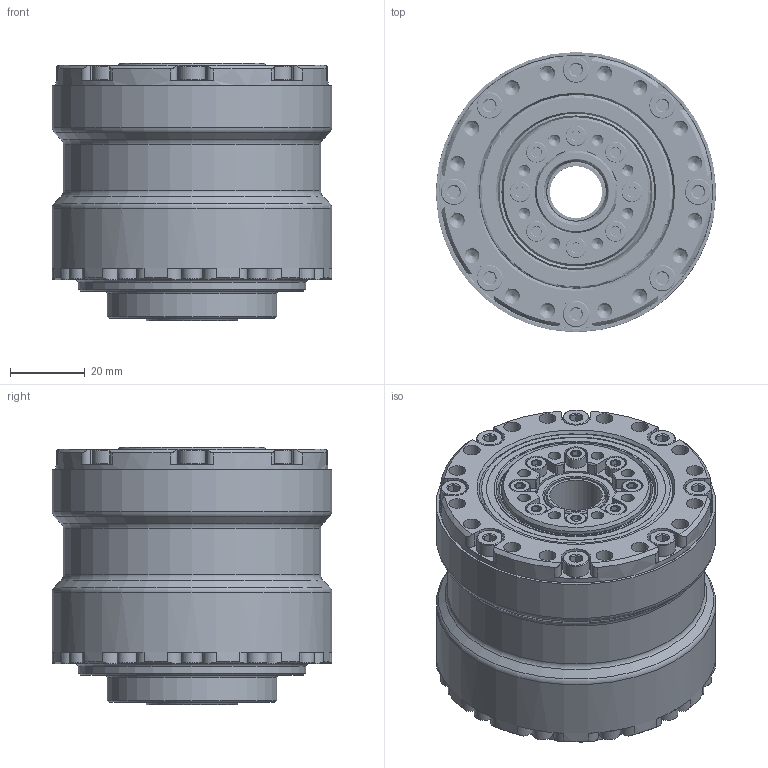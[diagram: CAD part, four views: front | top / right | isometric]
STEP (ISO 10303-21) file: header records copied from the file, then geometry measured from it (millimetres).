
FILE_DESCRIPTION (( 'STEP AP214' ), '1' );
FILE_NAME ('P-000012.STEP', '2024-04-01T19:26:42', ( '' ), ( '' ), 'SwSTEP 2.0', 'SolidWorks 2022', '' );
FILE_SCHEMA (( 'AUTOMOTIVE_DESIGN' ));
Length unit declared in the file: millimetre
Products named in the file (1): P-000012
Bounding box: 75 x 75 x 69.09 mm (x, y, z)
Volume: 240086.2 mm3; surface area: 54583.2 mm2
Topology: 4 solids, 37 shells, 1297 faces, 3146 edges, 1990 vertices
Faces by surface type: plane 441, cylinder 414, cone 363, torus 55, bspline 24
Full cylindrical faces by diameter (mm): 2 x3, 2.5 x44, 3 x20, 3.2 x12, 3.3 x80, 3.4 x28, 4.5 x24, 5.5 x20, 7 x8, 14 x1, 16 x1, 17.2 x1, 18.4 x1, 19.6 x1, 20 x1, 20.5 x1, 22 x3, 25 x2, 32 x1, 33.564 x1, 35.5 x1, 40 x1, 45.5 x1, 50 x1, 52 x1, 59.5 x1, 61 x1, 61.253 x1, 69 x1, 73 x2
Entity records: 60823 total; most frequent: CARTESIAN_POINT 21845, DIRECTION 5480, ORIENTED_EDGE 4464, AXIS2_PLACEMENT_3D 2371, EDGE_CURVE 2232, EDGE_LOOP 1904, VERTEX_POINT 1630, FACE_OUTER_BOUND 1478
